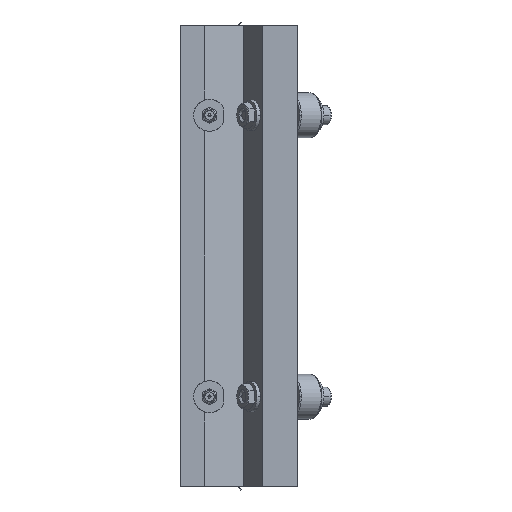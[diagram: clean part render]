
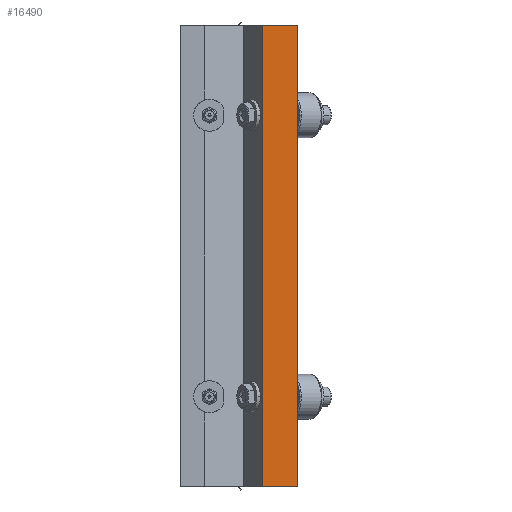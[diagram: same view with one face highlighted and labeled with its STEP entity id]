
A CAD part, left-side view. The second image highlights one B-rep face of the part: STEP entity #16490.
In plain terms, the highlighted planar face has unit normal (-1, 0, 0).
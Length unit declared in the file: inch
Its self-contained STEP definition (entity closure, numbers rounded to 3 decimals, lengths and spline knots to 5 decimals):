
#1296 = LINE ( 'NONE', #40396, #4674 ) ;
#1632 = LINE ( 'NONE', #15879, #21214 ) ;
#2155 = VERTEX_POINT ( 'NONE', #34622 ) ;
#2213 = DIRECTION ( 'NONE',  ( 0., 0., 1. ) ) ;
#2566 = EDGE_LOOP ( 'NONE', ( #34625, #8659, #36515, #16835 ) ) ;
#3151 = CARTESIAN_POINT ( 'NONE',  ( -1.8825, 0.15505, -4.5 ) ) ;
#3799 = DIRECTION ( 'NONE',  ( 0., 0., 1. ) ) ;
#4674 = VECTOR ( 'NONE', #2213, 39.37008 ) ;
#5272 = PLANE ( 'NONE',  #12027 ) ;
#5345 = EDGE_CURVE ( 'NONE', #2155, #37497, #14153, .T. ) ;
#8659 = ORIENTED_EDGE ( 'NONE', *, *, #5345, .F. ) ;
#8923 = VECTOR ( 'NONE', #16374, 39.37008 ) ;
#8955 = FACE_OUTER_BOUND ( 'NONE', #2566, .T. ) ;
#12027 = AXIS2_PLACEMENT_3D ( 'NONE', #37043, #23442, #37501 ) ;
#13190 = LINE ( 'NONE', #27415, #8923 ) ;
#14153 = LINE ( 'NONE', #3151, #35638 ) ;
#15879 = CARTESIAN_POINT ( 'NONE',  ( -1.8825, -0.544, 4.5 ) ) ;
#16374 = DIRECTION ( 'NONE',  ( 0., -1., 0. ) ) ;
#16490 = ADVANCED_FACE ( 'NONE', ( #8955 ), #5272, .T. ) ;
#16835 = ORIENTED_EDGE ( 'NONE', *, *, #27641, .T. ) ;
#17744 = CARTESIAN_POINT ( 'NONE',  ( -1.8825, 0.15505, 4.5 ) ) ;
#21214 = VECTOR ( 'NONE', #29904, 39.37008 ) ;
#23442 = DIRECTION ( 'NONE',  ( -1., 0., 0. ) ) ;
#26446 = CARTESIAN_POINT ( 'NONE',  ( -1.8825, -0.544, -4.5 ) ) ;
#27415 = CARTESIAN_POINT ( 'NONE',  ( -1.8825, -0.544, -4.5 ) ) ;
#27641 = EDGE_CURVE ( 'NONE', #35894, #30412, #1296, .T. ) ;
#29904 = DIRECTION ( 'NONE',  ( 0., -1., 0. ) ) ;
#30412 = VERTEX_POINT ( 'NONE', #35250 ) ;
#31898 = EDGE_CURVE ( 'NONE', #37497, #30412, #1632, .T. ) ;
#34622 = CARTESIAN_POINT ( 'NONE',  ( -1.8825, 0.15505, -4.5 ) ) ;
#34625 = ORIENTED_EDGE ( 'NONE', *, *, #31898, .F. ) ;
#35250 = CARTESIAN_POINT ( 'NONE',  ( -1.8825, -0.544, 4.5 ) ) ;
#35638 = VECTOR ( 'NONE', #3799, 39.37008 ) ;
#35894 = VERTEX_POINT ( 'NONE', #26446 ) ;
#36515 = ORIENTED_EDGE ( 'NONE', *, *, #40614, .T. ) ;
#37043 = CARTESIAN_POINT ( 'NONE',  ( -1.8825, -0.544, -4.5 ) ) ;
#37497 = VERTEX_POINT ( 'NONE', #17744 ) ;
#37501 = DIRECTION ( 'NONE',  ( 0., 0., 1. ) ) ;
#40396 = CARTESIAN_POINT ( 'NONE',  ( -1.8825, -0.544, -4.5 ) ) ;
#40614 = EDGE_CURVE ( 'NONE', #2155, #35894, #13190, .T. ) ;
